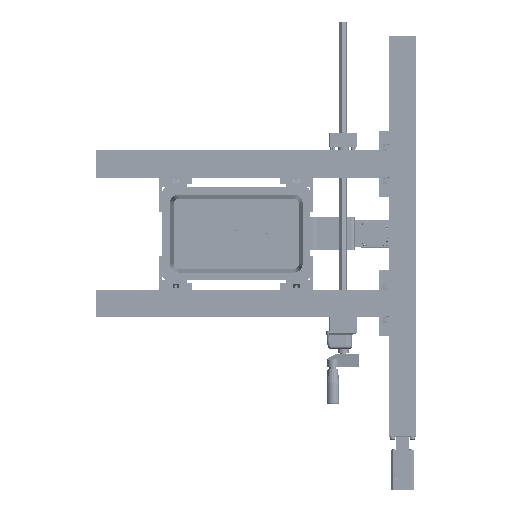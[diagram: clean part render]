
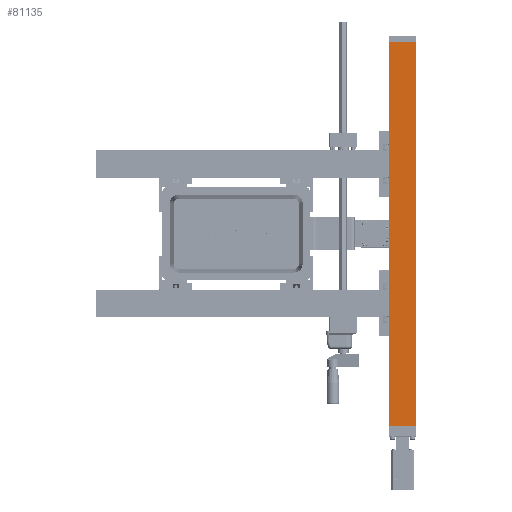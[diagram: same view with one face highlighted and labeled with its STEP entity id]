
A CAD part, top view. The second image highlights one B-rep face of the part: STEP entity #81135.
In plain terms, the highlighted face is planar.
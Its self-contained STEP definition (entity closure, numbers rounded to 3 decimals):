
#1468=LINE('',#106100,#7619);
#1584=LINE('',#106341,#7735);
#1585=LINE('',#106343,#7736);
#1586=LINE('',#106345,#7737);
#7619=VECTOR('',#89790,1000.);
#7735=VECTOR('',#89994,1000.);
#7736=VECTOR('',#89997,1000.);
#7737=VECTOR('',#89998,1000.);
#13805=PLANE('',#84709);
#16928=ORIENTED_EDGE('',*,*,#34204,.T.);
#16929=ORIENTED_EDGE('',*,*,#34205,.F.);
#16930=ORIENTED_EDGE('',*,*,#34084,.F.);
#16931=ORIENTED_EDGE('',*,*,#34203,.T.);
#34084=EDGE_CURVE('',#42776,#42777,#1468,.T.);
#34203=EDGE_CURVE('',#42776,#42857,#1584,.T.);
#34204=EDGE_CURVE('',#42857,#42858,#1585,.T.);
#34205=EDGE_CURVE('',#42777,#42858,#1586,.T.);
#42776=VERTEX_POINT('',#106099);
#42777=VERTEX_POINT('',#106101);
#42857=VERTEX_POINT('',#106340);
#42858=VERTEX_POINT('',#106344);
#50315=EDGE_LOOP('',(#16928,#16929,#16930,#16931));
#54586=FACE_BOUND('',#50315,.T.);
#81135=ADVANCED_FACE('',(#54586),#13805,.F.);
#84709=AXIS2_PLACEMENT_3D('',#106342,#89995,#89996);
#89790=DIRECTION('',(0.,0.,-1.));
#89994=DIRECTION('',(0.,-1.,0.));
#89995=DIRECTION('',(-1.,0.,0.));
#89996=DIRECTION('',(0.,0.,1.));
#89997=DIRECTION('',(0.,0.,-1.));
#89998=DIRECTION('',(0.,-1.,0.));
#106099=CARTESIAN_POINT('',(25.,500.,25.));
#106100=CARTESIAN_POINT('',(25.,500.,25.));
#106101=CARTESIAN_POINT('',(25.,500.,-25.));
#106340=CARTESIAN_POINT('',(25.,-200.,25.));
#106341=CARTESIAN_POINT('',(25.,100.,25.));
#106342=CARTESIAN_POINT('',(25.,100.,25.));
#106343=CARTESIAN_POINT('',(25.,-200.,25.));
#106344=CARTESIAN_POINT('',(25.,-200.,-25.));
#106345=CARTESIAN_POINT('',(25.,100.,-25.));
